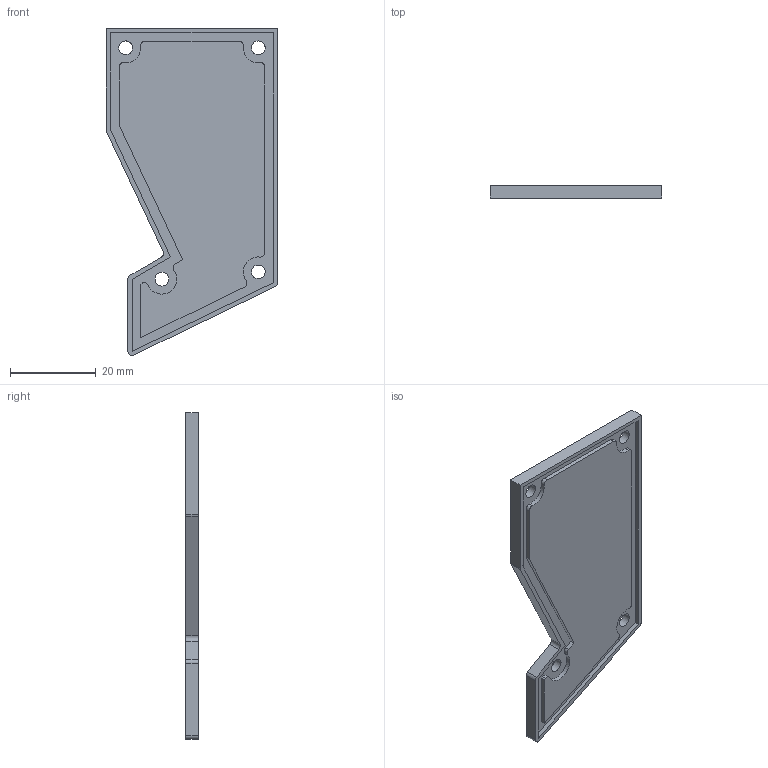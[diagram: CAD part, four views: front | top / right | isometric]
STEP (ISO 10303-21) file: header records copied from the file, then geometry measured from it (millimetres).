
FILE_DESCRIPTION(/* description */ ('Alibre Inc.'),/* implementation_level */ '2;1');
FILE_NAME(/* name */ 'export-D32DDB58-E42B-47C2-8826-BEE1160E475E',/* time_stamp */ '2026-01-26T08:40:25+01:00',/* author */ (''),/* organization */ (''),/* preprocessor_version */ 'ST-DEVELOPER v17',/* originating_system */ 'Alibre',/* authorisation */ '');
FILE_SCHEMA (('CONFIG_CONTROL_DESIGN'));
Length unit declared in the file: millimetre
Bounding box: 40 x 3 x 76.4 mm (x, y, z)
Volume: 6736.2 mm3; surface area: 5985.3 mm2
Topology: 1 solids, 1 shells, 49 faces, 139 edges, 94 vertices
Faces by surface type: plane 28, cylinder 21
Full cylindrical faces by diameter (mm): 3.2 x4
Entity records: 1608 total; most frequent: CARTESIAN_POINT 266, ORIENTED_EDGE 262, DIRECTION 239, EDGE_CURVE 131, VERTEX_POINT 90, AXIS2_PLACEMENT_3D 89, VECTOR 87, LINE 87
